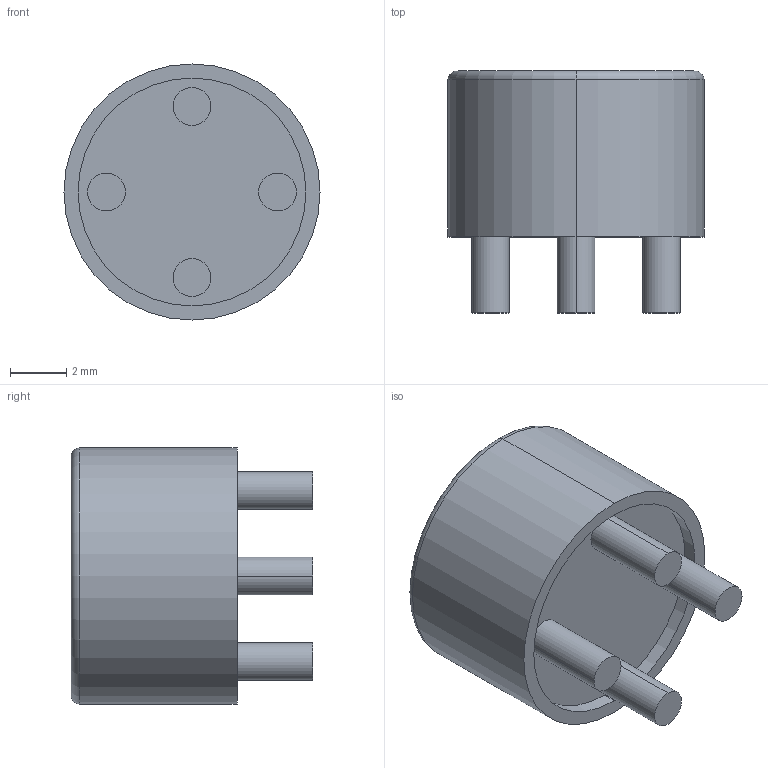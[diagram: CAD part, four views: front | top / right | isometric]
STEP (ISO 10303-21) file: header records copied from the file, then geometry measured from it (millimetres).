
FILE_DESCRIPTION (( 'STEP AP214' ), '1' );
FILE_NAME ('W00AR5, WOG, WOB, WOBM, WOM___R5__.STEP', '2023-03-01T14:01:19', ( '' ), ( '' ), 'SwSTEP 2.0', 'SolidWorks 2020', '' );
FILE_SCHEMA (( 'AUTOMOTIVE_DESIGN' ));
Length unit declared in the file: millimetre
Products named in the file (1): W00AR5, WOG, WOB, WOBM, WOM___R5__
Bounding box: 9.1 x 8.6 x 9.1 mm (x, y, z)
Volume: 375.7 mm3; surface area: 362.5 mm2
Topology: 1 solids, 1 shells, 155 faces, 403 edges, 268 vertices
Faces by surface type: plane 107, bspline 34, cylinder 12, torus 2
Entity records: 7564 total; most frequent: CARTESIAN_POINT 2221, ORIENTED_EDGE 806, DIRECTION 607, EDGE_CURVE 403, LINE 307, VECTOR 307, VERTEX_POINT 268, EDGE_LOOP 173
